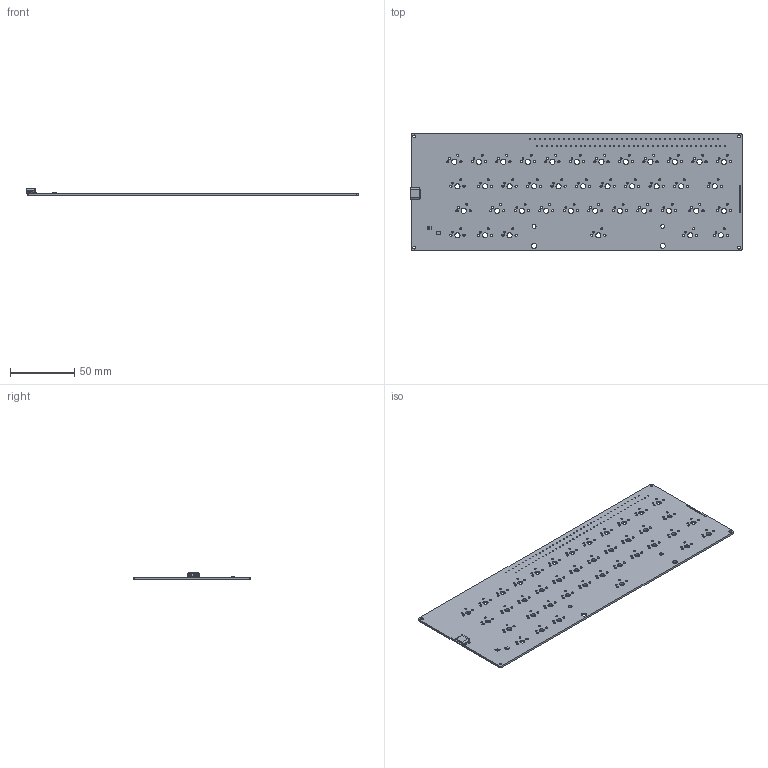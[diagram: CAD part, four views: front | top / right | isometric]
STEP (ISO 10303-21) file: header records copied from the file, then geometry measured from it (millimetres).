
FILE_DESCRIPTION(('KiCad electronic assembly'),'2;1');
FILE_NAME('ditto.step','2022-06-01T00:09:09',('Pcbnew'),('Kicad'), 'Open CASCADE STEP processor 7.5','KiCad to STEP converter','Unknown' );
FILE_SCHEMA(('AUTOMOTIVE_DESIGN { 1 0 10303 214 1 1 1 1 }'));
Length unit declared in the file: millimetre
Products named in the file (6): ditto 1; Crystal_SMD_3225-4Pin_3.2x2.5mm; SOLID; USB_C_Receptacle_HRO_TYPE-C-31-M-12; ditto PCB
Assembly tree (5 placements, depth 3):
  ditto 1
    Crystal_SMD_3225-4Pin_3.2x2.5mm
      SOLID
    USB_C_Receptacle_HRO_TYPE-C-31-M-12
      SOLID
    ditto PCB
Bounding box: 258.06 x 91 x 4.86 mm (x, y, z)
Volume: 36033.3 mm3; surface area: 49117.2 mm2
Topology: 3 solids, 3 shells, 511 faces, 1477 edges, 978 vertices
Faces by surface type: cylinder 333, bspline 164, plane 14
Full cylindrical faces by diameter (mm): 0.35 x9, 0.5 x22, 0.65 x2, 0.8 x80, 1.5 x80, 1.7 x80, 2.2 x4, 3.05 x2, 4 x42
Entity records: 36952 total; most frequent: CARTESIAN_POINT 8336, DIRECTION 4477, ORIENTED_EDGE 2954, PCURVE 2954, DEFINITIONAL_REPRESENTATION 2954, LINE 1773, VECTOR 1773, EDGE_CURVE 1477
